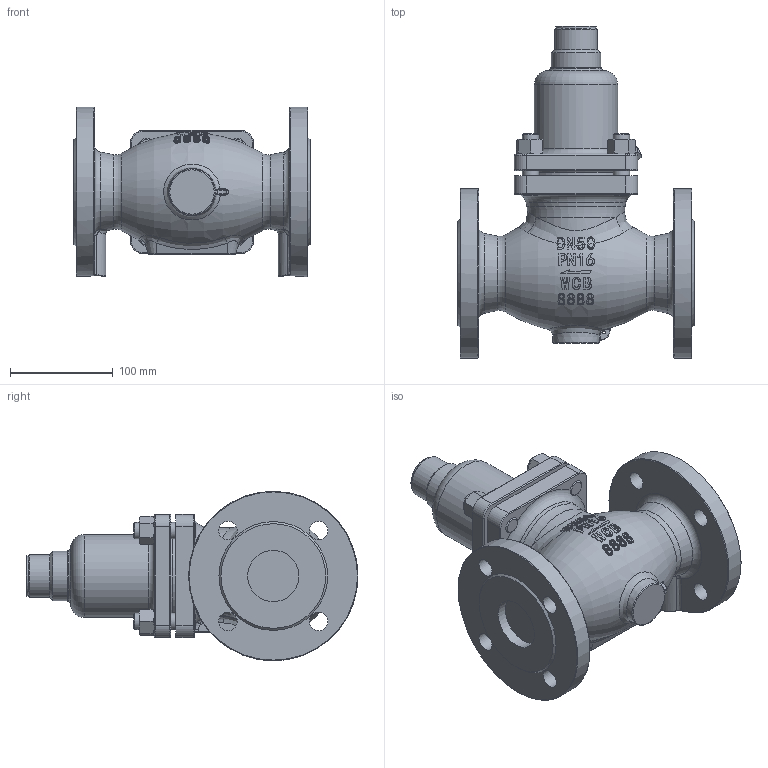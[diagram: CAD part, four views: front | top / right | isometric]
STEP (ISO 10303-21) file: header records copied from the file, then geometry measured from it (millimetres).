
FILE_DESCRIPTION (( 'STEP AP214' ), '1' );
FILE_NAME ('V230YLFYMFTJJGZJ.50.16-40 V230压力阀硬密封调节机构组件0225.STEP', '2025-02-26T05:59:46', ( '' ), ( '' ), 'SwSTEP 2.0', 'SolidWorks 2020', '' );
FILE_SCHEMA (( 'AUTOMOTIVE_DESIGN' ));
Length unit declared in the file: millimetre
Products named in the file (1): V230YLFYMFTJJGZJ.50.16-40 V230压力阀硬密封调节机构组件0225
Bounding box: 230 x 323.5 x 165 mm (x, y, z)
Volume: 3428763 mm3; surface area: 260586.8 mm2
Topology: 1 solids, 2 shells, 630 faces, 1496 edges, 909 vertices
Faces by surface type: plane 175, bspline 161, cylinder 111, cone 91, torus 82, sphere 10
Full cylindrical faces by diameter (mm): 2 x1, 2.6 x4, 3 x2, 10 x1, 14.7 x4, 16 x12, 18 x14, 18.5 x1, 20 x1, 39 x1, 42 x1, 48 x1, 50 x3, 81 x1, 91.8 x1, 165 x2
Entity records: 39649 total; most frequent: CARTESIAN_POINT 21412, ORIENTED_EDGE 2648, DIRECTION 2062, EDGE_CURVE 1324, AXIS2_PLACEMENT_3D 896, VERTEX_POINT 857, EDGE_LOOP 815, FACE_OUTER_BOUND 699
